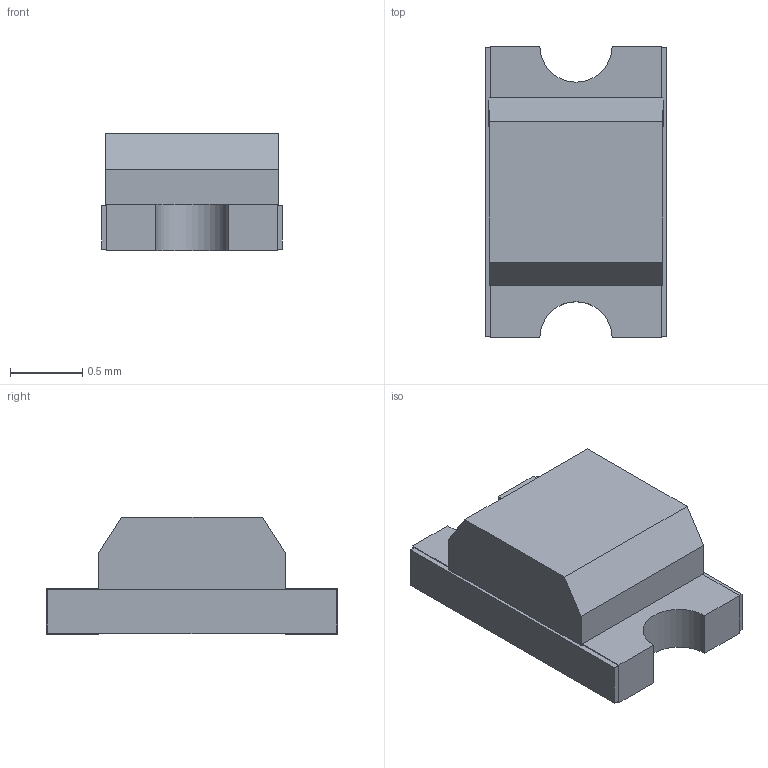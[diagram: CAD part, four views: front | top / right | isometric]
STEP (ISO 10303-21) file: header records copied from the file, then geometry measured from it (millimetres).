
FILE_DESCRIPTION(('FreeCAD Model'),'2;1');
FILE_NAME('Open CASCADE Shape Model','2022-10-09T00:02:27',('Author'),( ''),'Open CASCADE STEP processor 7.5','FreeCAD','Unknown');
FILE_SCHEMA(('AUTOMOTIVE_DESIGN { 1 0 10303 214 1 1 1 1 }'));
Length unit declared in the file: millimetre
Products named in the file (6): Unnamed1; Body; Pads; Glass; Marks; Chip
Assembly tree (5 placements, depth 2):
  Unnamed1
    Body
    Pads
    Glass
    Marks
    Chip
Bounding box: 1.25 x 2.02 x 0.81 mm (x, y, z)
Volume: 1.8 mm3; surface area: 19.1 mm2
Topology: 5 solids, 5 shells, 58 faces, 136 edges, 90 vertices
Faces by surface type: plane 54, cylinder 4
Entity records: 3566 total; most frequent: CARTESIAN_POINT 598, DIRECTION 538, LINE 392, VECTOR 392, ORIENTED_EDGE 272, PCURVE 272, DEFINITIONAL_REPRESENTATION 272, EDGE_CURVE 136
